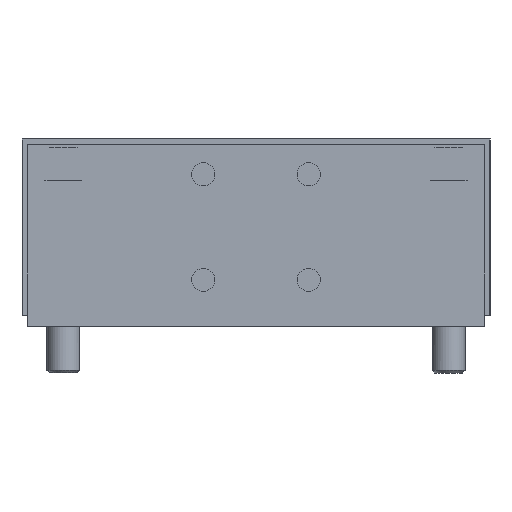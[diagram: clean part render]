
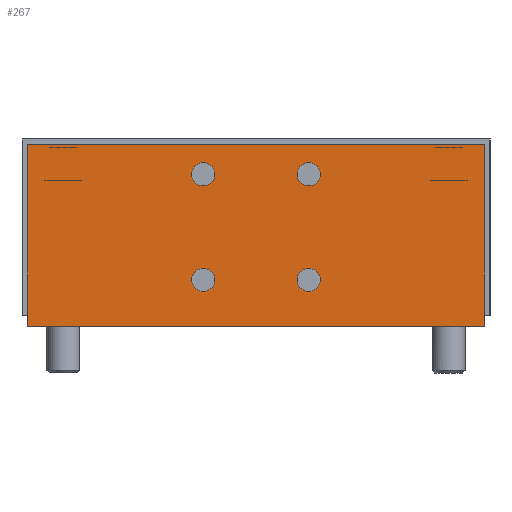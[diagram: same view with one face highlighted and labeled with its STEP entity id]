
A CAD part, left-side view. The second image highlights one B-rep face of the part: STEP entity #267.
In plain terms, the highlighted planar face has unit normal (-1, 0, 0).
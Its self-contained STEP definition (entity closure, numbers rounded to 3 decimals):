
#267 = ADVANCED_FACE( '', ( #715, #716, #717, #718, #719 ), #720, .F. );
#715 = FACE_BOUND( '', #1490, .T. );
#716 = FACE_BOUND( '', #1491, .T. );
#717 = FACE_BOUND( '', #1492, .T. );
#718 = FACE_BOUND( '', #1493, .T. );
#719 = FACE_OUTER_BOUND( '', #1494, .T. );
#720 = PLANE( '', #1495 );
#1490 = EDGE_LOOP( '', ( #2306 ) );
#1491 = EDGE_LOOP( '', ( #2307 ) );
#1492 = EDGE_LOOP( '', ( #2308 ) );
#1493 = EDGE_LOOP( '', ( #2309 ) );
#1494 = EDGE_LOOP( '', ( #2310, #2311, #2312, #2313 ) );
#1495 = AXIS2_PLACEMENT_3D( '', #2314, #2315, #2316 );
#2306 = ORIENTED_EDGE( '', *, *, #3642, .F. );
#2307 = ORIENTED_EDGE( '', *, *, #3610, .F. );
#2308 = ORIENTED_EDGE( '', *, *, #3643, .F. );
#2309 = ORIENTED_EDGE( '', *, *, #3644, .F. );
#2310 = ORIENTED_EDGE( '', *, *, #3645, .T. );
#2311 = ORIENTED_EDGE( '', *, *, #3646, .T. );
#2312 = ORIENTED_EDGE( '', *, *, #3647, .T. );
#2313 = ORIENTED_EDGE( '', *, *, #3648, .T. );
#2314 = CARTESIAN_POINT( '', ( -359.5, -23., 16. ) );
#2315 = DIRECTION( '', ( 1., 0., 0. ) );
#2316 = DIRECTION( '', ( 0., 1., 0. ) );
#3610 = EDGE_CURVE( '', #4138, #4138, #4139, .T. );
#3642 = EDGE_CURVE( '', #4193, #4193, #4194, .T. );
#3643 = EDGE_CURVE( '', #4195, #4195, #4196, .T. );
#3644 = EDGE_CURVE( '', #4197, #4197, #4198, .T. );
#3645 = EDGE_CURVE( '', #4199, #4200, #4201, .T. );
#3646 = EDGE_CURVE( '', #4200, #4202, #4203, .T. );
#3647 = EDGE_CURVE( '', #4202, #4204, #4205, .T. );
#3648 = EDGE_CURVE( '', #4204, #4199, #4206, .T. );
#4138 = VERTEX_POINT( '', #4902 );
#4139 = CIRCLE( '', #4903, 2.1 );
#4193 = VERTEX_POINT( '', #4998 );
#4194 = CIRCLE( '', #4999, 2.1 );
#4195 = VERTEX_POINT( '', #5000 );
#4196 = CIRCLE( '', #5001, 2.1 );
#4197 = VERTEX_POINT( '', #5002 );
#4198 = CIRCLE( '', #5003, 2.1 );
#4199 = VERTEX_POINT( '', #5004 );
#4200 = VERTEX_POINT( '', #5005 );
#4201 = LINE( '', #5006, #5007 );
#4202 = VERTEX_POINT( '', #5008 );
#4203 = LINE( '', #5009, #5010 );
#4204 = VERTEX_POINT( '', #5011 );
#4205 = LINE( '', #5012, #5013 );
#4206 = LINE( '', #5014, #5015 );
#4902 = CARTESIAN_POINT( '', ( -359.5, 7.5, 6.4 ) );
#4903 = AXIS2_PLACEMENT_3D( '', #5905, #5906, #5907 );
#4998 = CARTESIAN_POINT( '', ( -359.5, -11.7, 6.4 ) );
#4999 = AXIS2_PLACEMENT_3D( '', #5955, #5956, #5957 );
#5000 = CARTESIAN_POINT( '', ( -359.5, -11.7, 25.6 ) );
#5001 = AXIS2_PLACEMENT_3D( '', #5958, #5959, #5960 );
#5002 = CARTESIAN_POINT( '', ( -359.5, 7.5, 25.6 ) );
#5003 = AXIS2_PLACEMENT_3D( '', #5961, #5962, #5963 );
#5004 = CARTESIAN_POINT( '', ( -359.5, 41.5, -2. ) );
#5005 = CARTESIAN_POINT( '', ( -359.5, -41.5, -2. ) );
#5006 = CARTESIAN_POINT( '', ( -359.5, 41.5, -2. ) );
#5007 = VECTOR( '', #5964, 1000. );
#5008 = CARTESIAN_POINT( '', ( -359.5, -41.5, 31. ) );
#5009 = CARTESIAN_POINT( '', ( -359.5, -41.5, -2. ) );
#5010 = VECTOR( '', #5965, 1000. );
#5011 = CARTESIAN_POINT( '', ( -359.5, 41.5, 31. ) );
#5012 = CARTESIAN_POINT( '', ( -359.5, -41.5, 31. ) );
#5013 = VECTOR( '', #5966, 1000. );
#5014 = CARTESIAN_POINT( '', ( -359.5, 41.5, 31. ) );
#5015 = VECTOR( '', #5967, 1000. );
#5905 = CARTESIAN_POINT( '', ( -359.5, 9.6, 6.4 ) );
#5906 = DIRECTION( '', ( -1., 0., 0. ) );
#5907 = DIRECTION( '', ( 0., -1., 0. ) );
#5955 = CARTESIAN_POINT( '', ( -359.5, -9.6, 6.4 ) );
#5956 = DIRECTION( '', ( -1., 0., 0. ) );
#5957 = DIRECTION( '', ( 0., -1., 0. ) );
#5958 = CARTESIAN_POINT( '', ( -359.5, -9.6, 25.6 ) );
#5959 = DIRECTION( '', ( -1., 0., 0. ) );
#5960 = DIRECTION( '', ( 0., -1., 0. ) );
#5961 = CARTESIAN_POINT( '', ( -359.5, 9.6, 25.6 ) );
#5962 = DIRECTION( '', ( -1., 0., 0. ) );
#5963 = DIRECTION( '', ( 0., -1., 0. ) );
#5964 = DIRECTION( '', ( 0., -1., 0. ) );
#5965 = DIRECTION( '', ( 0., 0., 1. ) );
#5966 = DIRECTION( '', ( 0., 1., 0. ) );
#5967 = DIRECTION( '', ( 0., 0., -1. ) );
